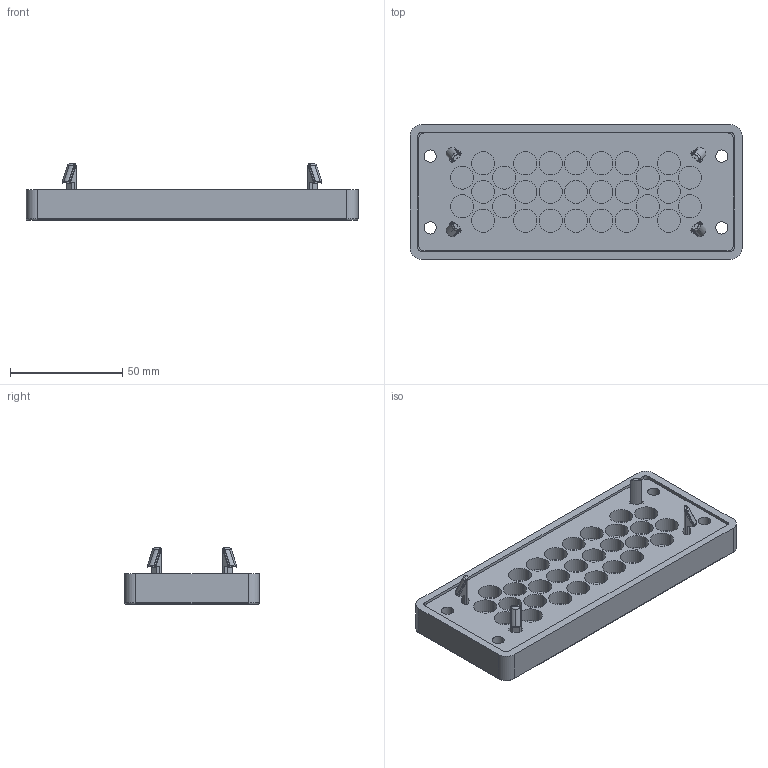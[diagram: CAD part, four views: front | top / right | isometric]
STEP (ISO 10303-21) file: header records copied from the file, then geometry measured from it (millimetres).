
FILE_DESCRIPTION (( 'STEP AP203' ), '1' );
FILE_NAME ('567385.step', '2020-12-17T18:43:14', ( '' ), ( '' ), 'SwSTEP 2.0', 'SolidWorks 2019', '' );
FILE_SCHEMA (( 'CONFIG_CONTROL_DESIGN' ));
Length unit declared in the file: millimetre
Products named in the file (1): 567385
Bounding box: 148 x 60 x 25 mm (x, y, z)
Volume: 78183.5 mm3; surface area: 62724.4 mm2
Topology: 3 solids, 3 shells, 451 faces, 1232 edges, 796 vertices
Faces by surface type: cylinder 260, plane 151, cone 16, torus 12, sphere 8, bspline 4
Entity records: 14925 total; most frequent: CARTESIAN_POINT 2966, DIRECTION 2520, ORIENTED_EDGE 2448, EDGE_CURVE 1224, AXIS2_PLACEMENT_3D 940, VERTEX_POINT 796, LINE 640, VECTOR 640
